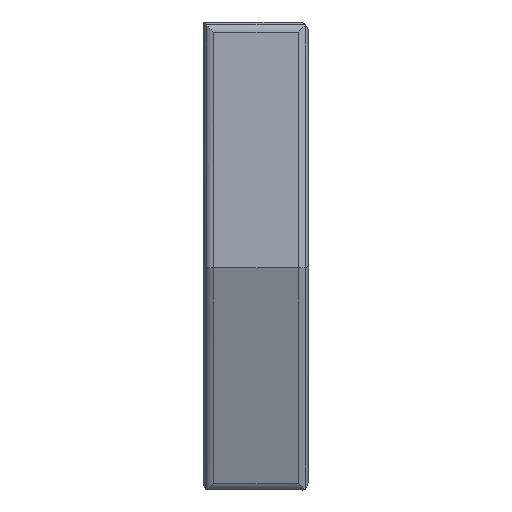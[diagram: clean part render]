
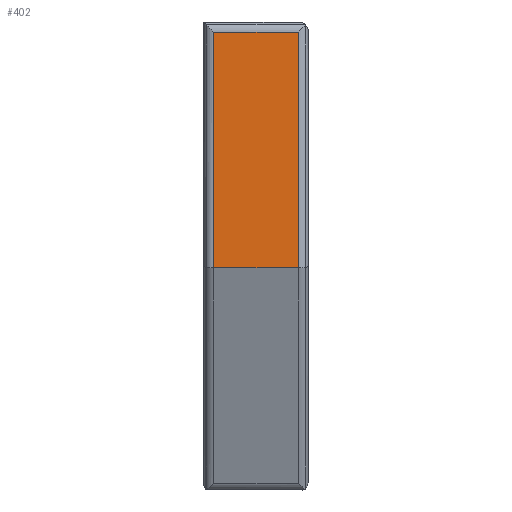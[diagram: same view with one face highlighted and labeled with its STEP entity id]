
A CAD part, front view. The second image highlights one B-rep face of the part: STEP entity #402.
In plain terms, the highlighted planar face has unit normal (0, -1, 0).
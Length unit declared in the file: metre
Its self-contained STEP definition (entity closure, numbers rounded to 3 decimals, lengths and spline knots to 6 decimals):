
#402=ADVANCED_FACE('4:1574',(#1233),#1234,.F.);
#1233=FACE_OUTER_BOUND('',#4610,.T.);
#1234=PLANE('',#4611);
#4610=EDGE_LOOP('',(#12796,#12797,#12798,#12799));
#4611=AXIS2_PLACEMENT_3D('',#12800,#12801,#12802);
#12796=ORIENTED_EDGE('',*,*,#14769,.F.);
#12797=ORIENTED_EDGE('',*,*,#14859,.F.);
#12798=ORIENTED_EDGE('',*,*,#14860,.F.);
#12799=ORIENTED_EDGE('',*,*,#14861,.F.);
#12800=CARTESIAN_POINT('',(0.023521,-0.093219,-0.023864));
#12801=DIRECTION('',(0.,1.0,0.));
#12802=DIRECTION('',(0.,0.,1.0));
#14769=EDGE_CURVE('4:3137',#16628,#16630,#16631,.T.);
#14859=EDGE_CURVE('4:3569',#15527,#16628,#16752,.T.);
#14860=EDGE_CURVE('4:3572',#16753,#15527,#16754,.T.);
#14861=EDGE_CURVE('4:3575',#16630,#16753,#16755,.T.);
#15527=VERTEX_POINT('',#17946);
#16628=VERTEX_POINT('',#20323);
#16630=VERTEX_POINT('',#20325);
#16631=LINE('',#20326,#20327);
#16752=LINE('',#20599,#20600);
#16753=VERTEX_POINT('',#20601);
#16754=LINE('',#20602,#20603);
#16755=LINE('',#20604,#20605);
#17946=CARTESIAN_POINT('',(0.018521,-0.093219,-0.039448));
#20323=CARTESIAN_POINT('',(0.018521,-0.093219,-0.0045));
#20325=CARTESIAN_POINT('',(0.031021,-0.093219,-0.0045));
#20326=CARTESIAN_POINT('',(0.023346,-0.093219,-0.0045));
#20327=VECTOR('',#22869,1.0);
#20599=CARTESIAN_POINT('',(0.018521,-0.093219,-0.02206));
#20600=VECTOR('',#23031,1.0);
#20601=CARTESIAN_POINT('',(0.031021,-0.093219,-0.039448));
#20602=CARTESIAN_POINT('',(0.026374,-0.093219,-0.039448));
#20603=VECTOR('',#23032,1.0);
#20604=CARTESIAN_POINT('',(0.031021,-0.093219,-0.018837));
#20605=VECTOR('',#23033,1.0);
#22869=DIRECTION('',(1.0,0.,0.0));
#23031=DIRECTION('',(0.,0.,1.0));
#23032=DIRECTION('',(-1.0,0.,0.));
#23033=DIRECTION('',(0.,0.,-1.0));
